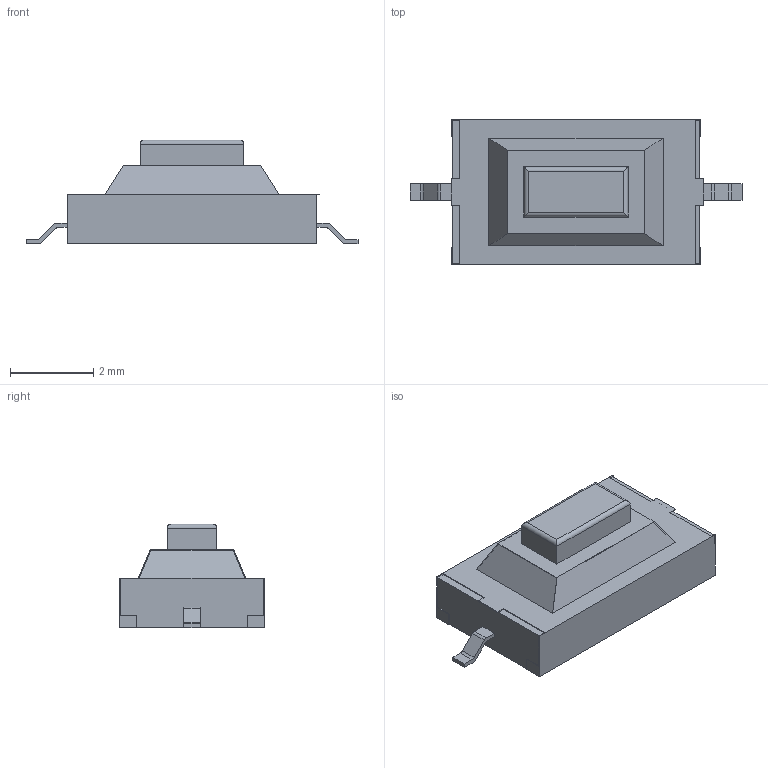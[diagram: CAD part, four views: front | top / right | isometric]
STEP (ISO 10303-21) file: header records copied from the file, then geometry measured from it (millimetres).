
FILE_DESCRIPTION(('FreeCAD Model'),'2;1');
FILE_NAME('SW_SPST_CK_RS282G05A3.step', '2018-04-24T14:48:16',('fAnDrEs'),(''), 'Open CASCADE STEP processor 6.8','FreeCAD','Unknown');
FILE_SCHEMA(('AUTOMOTIVE_DESIGN_CC2 { 1 2 10303 214 -1 1 5 4 }'));
Length unit declared in the file: millimetre
Products named in the file (2): ASSEMBLY; SW_SPST_CK_RS282G05A005
Assembly tree (1 placements, depth 2):
  ASSEMBLY
    SW_SPST_CK_RS282G05A005
Bounding box: 8 x 3.5 x 2.5 mm (x, y, z)
Volume: 28.9 mm3; surface area: 103 mm2
Topology: 1 solids, 1 shells, 112 faces, 288 edges, 188 vertices
Faces by surface type: plane 100, cylinder 12
Entity records: 4152 total; most frequent: CARTESIAN_POINT 590, ORIENTED_EDGE 576, DIRECTION 536, EDGE_CURVE 288, LINE 268, VECTOR 268, VERTEX_POINT 188, AXIS2_PLACEMENT_3D 134
